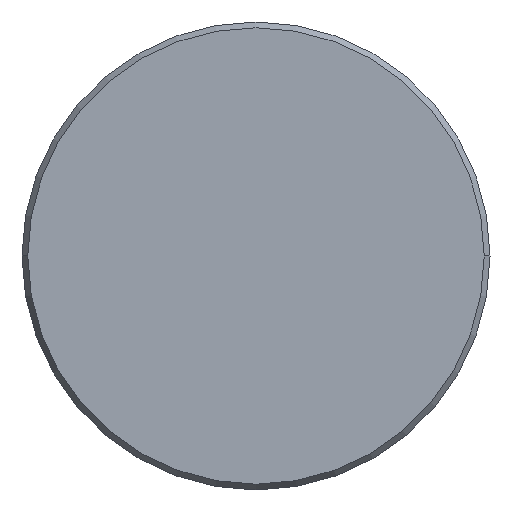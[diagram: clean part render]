
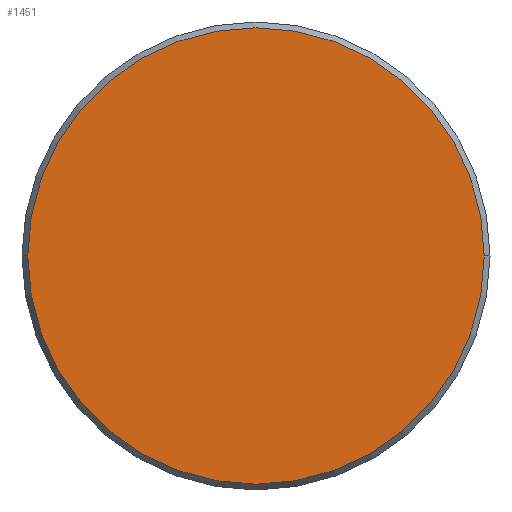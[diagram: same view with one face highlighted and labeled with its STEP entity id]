
A CAD part, top view. The second image highlights one B-rep face of the part: STEP entity #1451.
In plain terms, the highlighted planar face has unit normal (0, 0, 1).
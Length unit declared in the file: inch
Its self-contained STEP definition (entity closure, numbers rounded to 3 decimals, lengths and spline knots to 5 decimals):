
#10 = CARTESIAN_POINT ( 'NONE',  ( 1.19904, 1.39028, 2.64386 ) ) ;
#111 = ORIENTED_EDGE ( 'NONE', *, *, #893, .T. ) ;
#328 = DIRECTION ( 'NONE',  ( 0., 0., 1. ) ) ;
#346 = EDGE_LOOP ( 'NONE', ( #111, #1253 ) ) ;
#351 = CARTESIAN_POINT ( 'NONE',  ( 1.85272, 1.39028, 2.64386 ) ) ;
#372 = AXIS2_PLACEMENT_3D ( 'NONE', #998, #1490, #1329 ) ;
#485 = DIRECTION ( 'NONE',  ( -1., 0., 0. ) ) ;
#495 = VERTEX_POINT ( 'NONE', #2097 ) ;
#546 = AXIS2_PLACEMENT_3D ( 'NONE', #1447, #619, #942 ) ;
#588 = CIRCLE ( 'NONE', #546, 0.65368 ) ;
#619 = DIRECTION ( 'NONE',  ( 0., 0., 1. ) ) ;
#679 = CIRCLE ( 'NONE', #1074, 0.65368 ) ;
#893 = EDGE_CURVE ( 'NONE', #495, #1035, #679, .T. ) ;
#942 = DIRECTION ( 'NONE',  ( -1., 0., 0. ) ) ;
#998 = CARTESIAN_POINT ( 'NONE',  ( 1.19904, 2.06528, 2.64386 ) ) ;
#1035 = VERTEX_POINT ( 'NONE', #351 ) ;
#1074 = AXIS2_PLACEMENT_3D ( 'NONE', #10, #328, #485 ) ;
#1253 = ORIENTED_EDGE ( 'NONE', *, *, #1752, .T. ) ;
#1329 = DIRECTION ( 'NONE',  ( -1., 0., 0. ) ) ;
#1447 = CARTESIAN_POINT ( 'NONE',  ( 1.19904, 1.39028, 2.64386 ) ) ;
#1451 = ADVANCED_FACE ( 'NONE', ( #1472 ), #1506, .F. ) ;
#1472 = FACE_OUTER_BOUND ( 'NONE', #346, .T. ) ;
#1490 = DIRECTION ( 'NONE',  ( 0., 0., -1. ) ) ;
#1506 = PLANE ( 'NONE',  #372 ) ;
#1752 = EDGE_CURVE ( 'NONE', #1035, #495, #588, .T. ) ;
#2097 = CARTESIAN_POINT ( 'NONE',  ( 0.54536, 1.39028, 2.64386 ) ) ;
